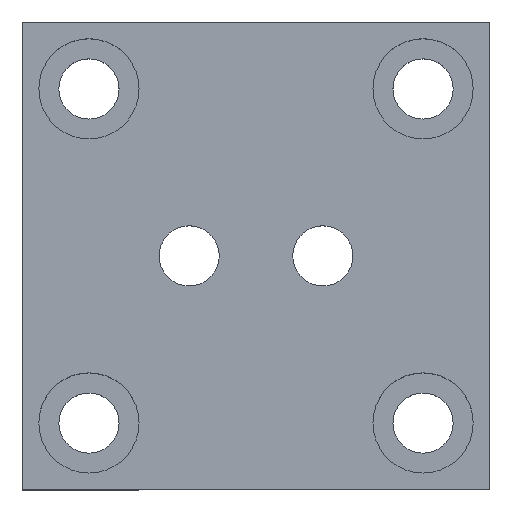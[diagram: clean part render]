
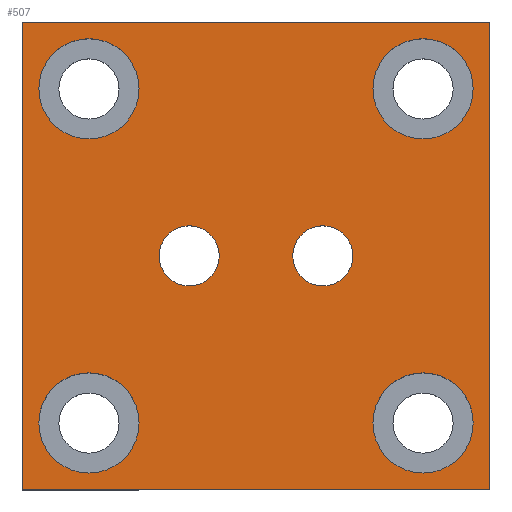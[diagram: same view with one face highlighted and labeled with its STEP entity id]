
A CAD part, top view. The second image highlights one B-rep face of the part: STEP entity #507.
In plain terms, the highlighted planar face has unit normal (0, 0, 1).
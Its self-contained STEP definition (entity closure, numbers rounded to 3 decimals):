
#16 = EDGE_CURVE ( 'NONE', #923, #1134, #514, .T. ) ;
#37 = ORIENTED_EDGE ( 'NONE', *, *, #16, .F. ) ;
#56 = DIRECTION ( 'NONE',  ( 1., 0., 0. ) ) ;
#65 = DIRECTION ( 'NONE',  ( 0., 0., 1. ) ) ;
#66 = DIRECTION ( 'NONE',  ( 1., 0., 0. ) ) ;
#85 = CIRCLE ( 'NONE', #1001, 7.5 ) ;
#88 = DIRECTION ( 'NONE',  ( 0., 0., 1. ) ) ;
#93 = DIRECTION ( 'NONE',  ( 1., 0., 0. ) ) ;
#97 = CARTESIAN_POINT ( 'NONE',  ( -10., 0., 20. ) ) ;
#100 = AXIS2_PLACEMENT_3D ( 'NONE', #985, #889, #182 ) ;
#102 = DIRECTION ( 'NONE',  ( -1., 0., 0. ) ) ;
#107 = VERTEX_POINT ( 'NONE', #796 ) ;
#114 = CARTESIAN_POINT ( 'NONE',  ( 35., -35., 20. ) ) ;
#136 = VERTEX_POINT ( 'NONE', #169 ) ;
#137 = ORIENTED_EDGE ( 'NONE', *, *, #800, .T. ) ;
#139 = EDGE_CURVE ( 'NONE', #577, #260, #992, .T. ) ;
#141 = CIRCLE ( 'NONE', #360, 7.5 ) ;
#144 = LINE ( 'NONE', #773, #766 ) ;
#147 = VERTEX_POINT ( 'NONE', #1139 ) ;
#152 = VERTEX_POINT ( 'NONE', #1088 ) ;
#158 = EDGE_CURVE ( 'NONE', #1134, #923, #1122, .T. ) ;
#159 = VECTOR ( 'NONE', #380, 1000. ) ;
#169 = CARTESIAN_POINT ( 'NONE',  ( -5.5, 0., 20. ) ) ;
#174 = FACE_BOUND ( 'NONE', #454, .T. ) ;
#177 = CARTESIAN_POINT ( 'NONE',  ( -25., -25., 20. ) ) ;
#179 = ORIENTED_EDGE ( 'NONE', *, *, #741, .T. ) ;
#182 = DIRECTION ( 'NONE',  ( 1., 0., 0. ) ) ;
#188 = CARTESIAN_POINT ( 'NONE',  ( 35., 35., 20. ) ) ;
#189 = CIRCLE ( 'NONE', #991, 4.5 ) ;
#197 = ORIENTED_EDGE ( 'NONE', *, *, #715, .F. ) ;
#203 = VERTEX_POINT ( 'NONE', #363 ) ;
#208 = AXIS2_PLACEMENT_3D ( 'NONE', #1143, #883, #638 ) ;
#210 = EDGE_CURVE ( 'NONE', #107, #136, #189, .T. ) ;
#225 = FACE_OUTER_BOUND ( 'NONE', #550, .T. ) ;
#228 = EDGE_LOOP ( 'NONE', ( #951, #37 ) ) ;
#233 = EDGE_LOOP ( 'NONE', ( #246, #655 ) ) ;
#239 = CARTESIAN_POINT ( 'NONE',  ( 5.5, 0., 20. ) ) ;
#243 = ORIENTED_EDGE ( 'NONE', *, *, #1012, .F. ) ;
#246 = ORIENTED_EDGE ( 'NONE', *, *, #1036, .F. ) ;
#255 = EDGE_CURVE ( 'NONE', #147, #896, #337, .T. ) ;
#260 = VERTEX_POINT ( 'NONE', #661 ) ;
#263 = PLANE ( 'NONE',  #438 ) ;
#269 = VECTOR ( 'NONE', #584, 1000. ) ;
#274 = CARTESIAN_POINT ( 'NONE',  ( 25., -25., 20. ) ) ;
#277 = CARTESIAN_POINT ( 'NONE',  ( -25., -25., 20. ) ) ;
#283 = DIRECTION ( 'NONE',  ( 0., 0., 1. ) ) ;
#294 = CARTESIAN_POINT ( 'NONE',  ( -35., 35., 20. ) ) ;
#311 = CIRCLE ( 'NONE', #563, 4.5 ) ;
#323 = AXIS2_PLACEMENT_3D ( 'NONE', #277, #552, #1005 ) ;
#337 = LINE ( 'NONE', #114, #159 ) ;
#341 = DIRECTION ( 'NONE',  ( 0., 0., 1. ) ) ;
#356 = FACE_BOUND ( 'NONE', #966, .T. ) ;
#360 = AXIS2_PLACEMENT_3D ( 'NONE', #861, #868, #66 ) ;
#363 = CARTESIAN_POINT ( 'NONE',  ( 35., 35., 20. ) ) ;
#377 = CARTESIAN_POINT ( 'NONE',  ( -17.5, -25., 20. ) ) ;
#380 = DIRECTION ( 'NONE',  ( 1., 0., 0. ) ) ;
#385 = FACE_BOUND ( 'NONE', #589, .T. ) ;
#388 = ORIENTED_EDGE ( 'NONE', *, *, #1075, .F. ) ;
#395 = VERTEX_POINT ( 'NONE', #674 ) ;
#396 = DIRECTION ( 'NONE',  ( 0., 0., 1. ) ) ;
#399 = LINE ( 'NONE', #188, #595 ) ;
#407 = ORIENTED_EDGE ( 'NONE', *, *, #1135, .T. ) ;
#409 = ORIENTED_EDGE ( 'NONE', *, *, #981, .F. ) ;
#416 = LINE ( 'NONE', #492, #269 ) ;
#421 = ORIENTED_EDGE ( 'NONE', *, *, #899, .F. ) ;
#428 = CARTESIAN_POINT ( 'NONE',  ( 10., 0., 20. ) ) ;
#429 = FACE_BOUND ( 'NONE', #1111, .T. ) ;
#438 = AXIS2_PLACEMENT_3D ( 'NONE', #452, #88, #890 ) ;
#452 = CARTESIAN_POINT ( 'NONE',  ( 0., 0., 20. ) ) ;
#454 = EDGE_LOOP ( 'NONE', ( #243, #421 ) ) ;
#475 = ORIENTED_EDGE ( 'NONE', *, *, #210, .F. ) ;
#492 = CARTESIAN_POINT ( 'NONE',  ( 35., -35., 20. ) ) ;
#502 = ORIENTED_EDGE ( 'NONE', *, *, #255, .T. ) ;
#507 = ADVANCED_FACE ( 'NONE', ( #385, #429, #706, #778, #174, #225, #356 ), #263, .T. ) ;
#509 = AXIS2_PLACEMENT_3D ( 'NONE', #177, #982, #880 ) ;
#511 = DIRECTION ( 'NONE',  ( 0., -1., 0. ) ) ;
#514 = CIRCLE ( 'NONE', #509, 7.5 ) ;
#517 = ORIENTED_EDGE ( 'NONE', *, *, #833, .F. ) ;
#542 = DIRECTION ( 'NONE',  ( 0., 0., 1. ) ) ;
#544 = DIRECTION ( 'NONE',  ( 1., 0., 0. ) ) ;
#550 = EDGE_LOOP ( 'NONE', ( #137, #502, #179, #407 ) ) ;
#552 = DIRECTION ( 'NONE',  ( 0., 0., 1. ) ) ;
#563 = AXIS2_PLACEMENT_3D ( 'NONE', #428, #65, #1050 ) ;
#577 = VERTEX_POINT ( 'NONE', #1141 ) ;
#583 = CIRCLE ( 'NONE', #876, 4.5 ) ;
#584 = DIRECTION ( 'NONE',  ( 0., 1., 0. ) ) ;
#585 = EDGE_CURVE ( 'NONE', #152, #1153, #1098, .T. ) ;
#588 = ORIENTED_EDGE ( 'NONE', *, *, #585, .F. ) ;
#589 = EDGE_LOOP ( 'NONE', ( #197, #409 ) ) ;
#595 = VECTOR ( 'NONE', #102, 1000. ) ;
#606 = CARTESIAN_POINT ( 'NONE',  ( 32.5, 25., 20. ) ) ;
#612 = VERTEX_POINT ( 'NONE', #294 ) ;
#624 = CIRCLE ( 'NONE', #1147, 7.5 ) ;
#636 = CIRCLE ( 'NONE', #737, 4.5 ) ;
#638 = DIRECTION ( 'NONE',  ( 1., 0., 0. ) ) ;
#639 = DIRECTION ( 'NONE',  ( 1., 0., 0. ) ) ;
#655 = ORIENTED_EDGE ( 'NONE', *, *, #139, .F. ) ;
#661 = CARTESIAN_POINT ( 'NONE',  ( -17.5, 25., 20. ) ) ;
#674 = CARTESIAN_POINT ( 'NONE',  ( 14.5, 0., 20. ) ) ;
#679 = DIRECTION ( 'NONE',  ( 0., 0., 1. ) ) ;
#706 = FACE_BOUND ( 'NONE', #228, .T. ) ;
#715 = EDGE_CURVE ( 'NONE', #844, #927, #624, .T. ) ;
#735 = DIRECTION ( 'NONE',  ( 0., 0., 1. ) ) ;
#737 = AXIS2_PLACEMENT_3D ( 'NONE', #1083, #735, #639 ) ;
#741 = EDGE_CURVE ( 'NONE', #896, #203, #416, .T. ) ;
#766 = VECTOR ( 'NONE', #511, 1000. ) ;
#773 = CARTESIAN_POINT ( 'NONE',  ( -35., -35., 20. ) ) ;
#778 = FACE_BOUND ( 'NONE', #233, .T. ) ;
#785 = CARTESIAN_POINT ( 'NONE',  ( 35., -35., 20. ) ) ;
#796 = CARTESIAN_POINT ( 'NONE',  ( -14.5, 0., 20. ) ) ;
#800 = EDGE_CURVE ( 'NONE', #612, #147, #144, .T. ) ;
#813 = DIRECTION ( 'NONE',  ( 1., 0., 0. ) ) ;
#833 = EDGE_CURVE ( 'NONE', #1153, #152, #141, .T. ) ;
#844 = VERTEX_POINT ( 'NONE', #606 ) ;
#861 = CARTESIAN_POINT ( 'NONE',  ( 25., -25., 20. ) ) ;
#868 = DIRECTION ( 'NONE',  ( 0., 0., 1. ) ) ;
#876 = AXIS2_PLACEMENT_3D ( 'NONE', #1066, #341, #1157 ) ;
#880 = DIRECTION ( 'NONE',  ( 1., 0., 0. ) ) ;
#883 = DIRECTION ( 'NONE',  ( 0., 0., 1. ) ) ;
#886 = CIRCLE ( 'NONE', #100, 7.5 ) ;
#889 = DIRECTION ( 'NONE',  ( 0., 0., 1. ) ) ;
#890 = DIRECTION ( 'NONE',  ( 1., 0., 0. ) ) ;
#896 = VERTEX_POINT ( 'NONE', #785 ) ;
#899 = EDGE_CURVE ( 'NONE', #395, #913, #311, .T. ) ;
#913 = VERTEX_POINT ( 'NONE', #239 ) ;
#917 = CARTESIAN_POINT ( 'NONE',  ( 17.5, -25., 20. ) ) ;
#923 = VERTEX_POINT ( 'NONE', #960 ) ;
#927 = VERTEX_POINT ( 'NONE', #1138 ) ;
#951 = ORIENTED_EDGE ( 'NONE', *, *, #158, .F. ) ;
#957 = AXIS2_PLACEMENT_3D ( 'NONE', #274, #396, #544 ) ;
#960 = CARTESIAN_POINT ( 'NONE',  ( -32.5, -25., 20. ) ) ;
#966 = EDGE_LOOP ( 'NONE', ( #475, #388 ) ) ;
#981 = EDGE_CURVE ( 'NONE', #927, #844, #886, .T. ) ;
#982 = DIRECTION ( 'NONE',  ( 0., 0., 1. ) ) ;
#985 = CARTESIAN_POINT ( 'NONE',  ( 25., 25., 20. ) ) ;
#991 = AXIS2_PLACEMENT_3D ( 'NONE', #97, #283, #813 ) ;
#992 = CIRCLE ( 'NONE', #208, 7.5 ) ;
#1001 = AXIS2_PLACEMENT_3D ( 'NONE', #1077, #542, #93 ) ;
#1005 = DIRECTION ( 'NONE',  ( 1., 0., 0. ) ) ;
#1012 = EDGE_CURVE ( 'NONE', #913, #395, #583, .T. ) ;
#1032 = CARTESIAN_POINT ( 'NONE',  ( 25., 25., 20. ) ) ;
#1036 = EDGE_CURVE ( 'NONE', #260, #577, #85, .T. ) ;
#1050 = DIRECTION ( 'NONE',  ( 1., 0., 0. ) ) ;
#1066 = CARTESIAN_POINT ( 'NONE',  ( 10., 0., 20. ) ) ;
#1075 = EDGE_CURVE ( 'NONE', #136, #107, #636, .T. ) ;
#1077 = CARTESIAN_POINT ( 'NONE',  ( -25., 25., 20. ) ) ;
#1083 = CARTESIAN_POINT ( 'NONE',  ( -10., 0., 20. ) ) ;
#1088 = CARTESIAN_POINT ( 'NONE',  ( 32.5, -25., 20. ) ) ;
#1098 = CIRCLE ( 'NONE', #957, 7.5 ) ;
#1111 = EDGE_LOOP ( 'NONE', ( #588, #517 ) ) ;
#1122 = CIRCLE ( 'NONE', #323, 7.5 ) ;
#1134 = VERTEX_POINT ( 'NONE', #377 ) ;
#1135 = EDGE_CURVE ( 'NONE', #203, #612, #399, .T. ) ;
#1138 = CARTESIAN_POINT ( 'NONE',  ( 17.5, 25., 20. ) ) ;
#1139 = CARTESIAN_POINT ( 'NONE',  ( -35., -35., 20. ) ) ;
#1141 = CARTESIAN_POINT ( 'NONE',  ( -32.5, 25., 20. ) ) ;
#1143 = CARTESIAN_POINT ( 'NONE',  ( -25., 25., 20. ) ) ;
#1147 = AXIS2_PLACEMENT_3D ( 'NONE', #1032, #679, #56 ) ;
#1153 = VERTEX_POINT ( 'NONE', #917 ) ;
#1157 = DIRECTION ( 'NONE',  ( 1., 0., 0. ) ) ;
